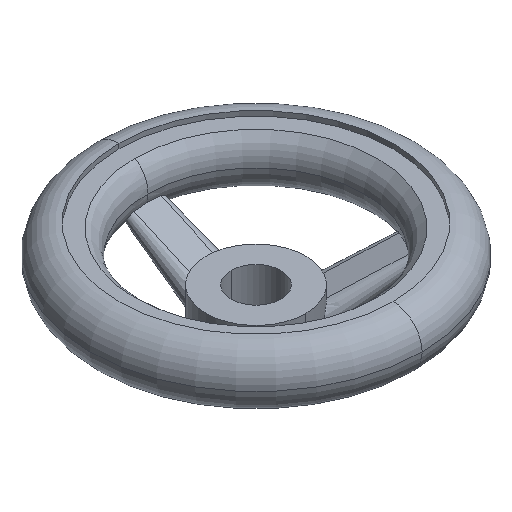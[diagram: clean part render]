
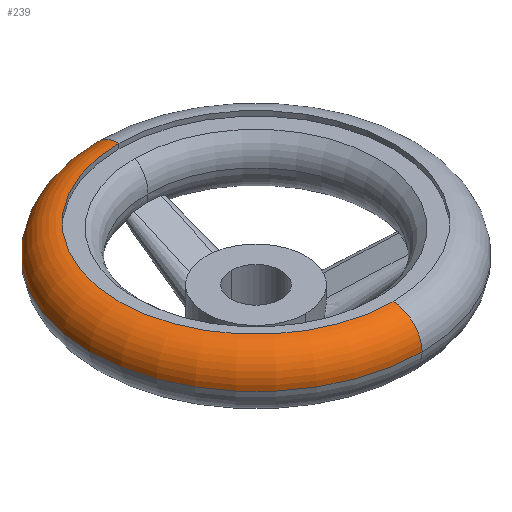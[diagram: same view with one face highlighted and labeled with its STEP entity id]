
A CAD part, isometric view. The second image highlights one B-rep face of the part: STEP entity #239.
In plain terms, the highlighted toroidal (fillet/blend) face has major radius 33 mm and minor radius 7 mm.
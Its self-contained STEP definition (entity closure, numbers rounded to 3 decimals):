
#239=ADVANCED_FACE('',(#599),#600,.T.);
#295=EDGE_CURVE('',#319,#485,#665,.T.);
#319=VERTEX_POINT('',#690);
#329=EDGE_CURVE('',#359,#527,#700,.T.);
#359=VERTEX_POINT('',#733);
#373=EDGE_CURVE('',#359,#485,#749,.T.);
#381=EDGE_CURVE('',#319,#527,#757,.T.);
#485=VERTEX_POINT('',#878);
#527=VERTEX_POINT('',#925);
#599=FACE_OUTER_BOUND('',#1075,.T.);
#600=TOROIDAL_SURFACE('',#1076,33.0,7.0);
#665=CIRCLE('',#1175,40.0);
#690=CARTESIAN_POINT('',(0.,40.0,22.0));
#700=CIRCLE('',#1302,33.0);
#733=CARTESIAN_POINT('',(0.,-33.0,29.0));
#749=CIRCLE('',#1371,7.0);
#757=CIRCLE('',#1388,7.0);
#878=CARTESIAN_POINT('',(0.,-40.0,22.0));
#925=CARTESIAN_POINT('',(0.,33.0,29.0));
#1075=EDGE_LOOP('',(#1877,#1878,#1879,#1880));
#1076=AXIS2_PLACEMENT_3D('',#1881,#1882,#1883);
#1175=AXIS2_PLACEMENT_3D('',#1971,#1972,#1973);
#1302=AXIS2_PLACEMENT_3D('',#1991,#1992,#1993);
#1371=AXIS2_PLACEMENT_3D('',#2048,#2049,#2050);
#1388=AXIS2_PLACEMENT_3D('',#2054,#2055,#2056);
#1877=ORIENTED_EDGE('',*,*,#295,.T.);
#1878=ORIENTED_EDGE('',*,*,#373,.F.);
#1879=ORIENTED_EDGE('',*,*,#329,.T.);
#1880=ORIENTED_EDGE('',*,*,#381,.F.);
#1881=CARTESIAN_POINT('',(0.,0.,22.0));
#1882=DIRECTION('',(0.,0.,1.0));
#1883=DIRECTION('',(0.,1.0,0.0));
#1971=CARTESIAN_POINT('',(0.,0.,22.0));
#1972=DIRECTION('',(0.,0.,1.0));
#1973=DIRECTION('',(1.0,0.0,0.));
#1991=CARTESIAN_POINT('',(0.,0.,29.0));
#1992=DIRECTION('',(0.,0.,-1.0));
#1993=DIRECTION('',(0.,1.0,0.));
#2048=CARTESIAN_POINT('',(0.,-33.0,22.0));
#2049=DIRECTION('',(1.0,0.,0.));
#2050=DIRECTION('',(0.,-1.0,0.));
#2054=CARTESIAN_POINT('',(0.,33.0,22.0));
#2055=DIRECTION('',(1.0,0.,0.));
#2056=DIRECTION('',(0.,1.0,0.));
